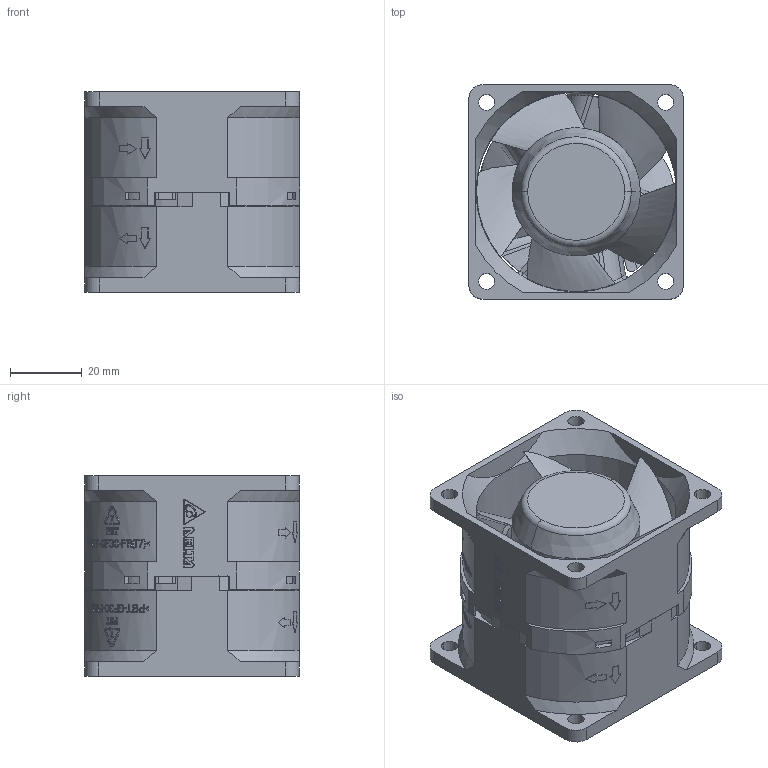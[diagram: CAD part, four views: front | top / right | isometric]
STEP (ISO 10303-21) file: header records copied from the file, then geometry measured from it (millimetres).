
FILE_DESCRIPTION((''),'2;1');
FILE_NAME('GFC0648SS-00E49_3D_ASM','2020-03-27T11:07:24',('RICHIE.HSIEH'),(''),'CREO PARAMETRIC BY PTC INC, 2018400','CREO PARAMETRIC BY PTC INC, 2018400','');
FILE_SCHEMA(('CONFIG_CONTROL_DESIGN'));
Products named in the file (8): 6056-FRAME-F_0414_1_1; 6056-FRAME-R_0414_1_1; 4103199700_1_1; FAN_ASSY_ASM_1_ASM_1_ASM; A2K_FAN_MODULE_20191001_ASM_1_A_ASM; A2K_FAN_MODULE_20191004_ASM_ASM_ASM; 6056_F_ROTOR; GFC0648SS-00E49_3D_ASM
Assembly tree (7 placements, depth 5):
  GFC0648SS-00E49_3D_ASM
    A2K_FAN_MODULE_20191004_ASM_ASM_ASM
      A2K_FAN_MODULE_20191001_ASM_1_A_ASM
        FAN_ASSY_ASM_1_ASM_1_ASM
          6056-FRAME-F_0414_1_1
          6056-FRAME-R_0414_1_1
          4103199700_1_1
    6056_F_ROTOR
Bounding box: 60.1 x 60 x 56 mm (x, y, z)
Volume: 90264 mm3; surface area: 47868.3 mm2
Topology: 4 solids, 4 shells, 1549 faces, 4473 edges, 2992 vertices
Faces by surface type: plane 985, bspline 209, cylinder 203, extrusion 134, cone 16, torus 2
Entity records: 66958 total; most frequent: CARTESIAN_POINT 29696, ORIENTED_EDGE 8946, DIRECTION 5835, EDGE_CURVE 4473, VERTEX_POINT 2992, B_SPLINE_CURVE_WITH_KNOTS 2053, VECTOR 1993, AXIS2_PLACEMENT_3D 1921
